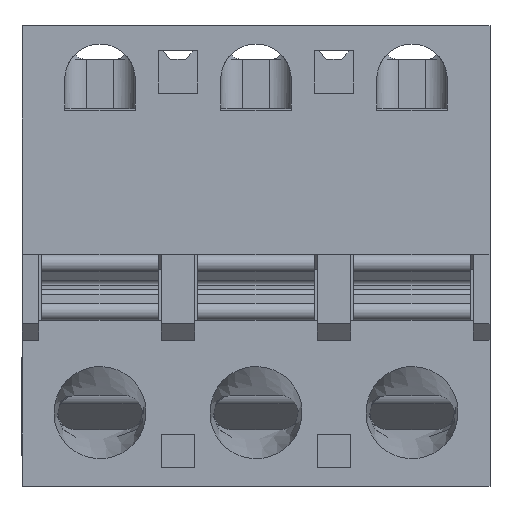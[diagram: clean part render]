
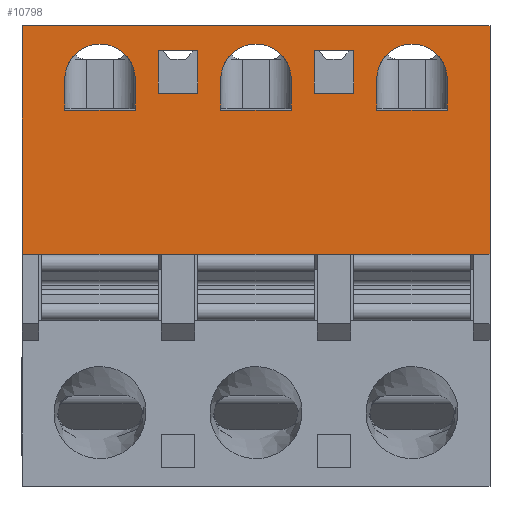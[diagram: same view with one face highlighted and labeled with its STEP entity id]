
A CAD part, front view. The second image highlights one B-rep face of the part: STEP entity #10798.
In plain terms, the highlighted planar face has unit normal (0, -1, 0).
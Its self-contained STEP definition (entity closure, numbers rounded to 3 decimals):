
#233=CIRCLE('',#11382,1.15);
#241=CIRCLE('',#11424,1.15);
#249=CIRCLE('',#11466,1.15);
#1002=ORIENTED_EDGE('',*,*,#4085,.F.);
#1003=ORIENTED_EDGE('',*,*,#4086,.F.);
#1004=ORIENTED_EDGE('',*,*,#4087,.F.);
#1005=ORIENTED_EDGE('',*,*,#4088,.F.);
#1006=ORIENTED_EDGE('',*,*,#4089,.F.);
#1007=ORIENTED_EDGE('',*,*,#4090,.F.);
#1008=ORIENTED_EDGE('',*,*,#4091,.F.);
#1009=ORIENTED_EDGE('',*,*,#4092,.F.);
#1010=ORIENTED_EDGE('',*,*,#3844,.F.);
#1011=ORIENTED_EDGE('',*,*,#4093,.F.);
#1012=ORIENTED_EDGE('',*,*,#3854,.F.);
#1013=ORIENTED_EDGE('',*,*,#3863,.F.);
#1014=ORIENTED_EDGE('',*,*,#3935,.F.);
#1015=ORIENTED_EDGE('',*,*,#4094,.F.);
#1016=ORIENTED_EDGE('',*,*,#3945,.F.);
#1017=ORIENTED_EDGE('',*,*,#3954,.F.);
#1018=ORIENTED_EDGE('',*,*,#4023,.F.);
#1019=ORIENTED_EDGE('',*,*,#4095,.F.);
#1020=ORIENTED_EDGE('',*,*,#4033,.F.);
#1021=ORIENTED_EDGE('',*,*,#4042,.F.);
#1022=ORIENTED_EDGE('',*,*,#3830,.T.);
#1023=ORIENTED_EDGE('',*,*,#3820,.T.);
#1024=ORIENTED_EDGE('',*,*,#4017,.T.);
#1025=ORIENTED_EDGE('',*,*,#4096,.F.);
#1026=ORIENTED_EDGE('',*,*,#4097,.F.);
#1027=ORIENTED_EDGE('',*,*,#4078,.F.);
#1028=ORIENTED_EDGE('',*,*,#4098,.F.);
#1029=ORIENTED_EDGE('',*,*,#3989,.F.);
#1030=ORIENTED_EDGE('',*,*,#4099,.F.);
#1031=ORIENTED_EDGE('',*,*,#3915,.F.);
#3820=EDGE_CURVE('',#5421,#5427,#6471,.T.);
#3830=EDGE_CURVE('',#5434,#5421,#6475,.T.);
#3844=EDGE_CURVE('',#5442,#5443,#6489,.T.);
#3854=EDGE_CURVE('',#5452,#5453,#6499,.T.);
#3863=EDGE_CURVE('',#5443,#5452,#233,.T.);
#3915=EDGE_CURVE('',#5434,#5486,#6550,.T.);
#3935=EDGE_CURVE('',#5499,#5500,#6560,.T.);
#3945=EDGE_CURVE('',#5509,#5510,#6570,.T.);
#3954=EDGE_CURVE('',#5500,#5509,#241,.T.);
#3989=EDGE_CURVE('',#5533,#5534,#6604,.T.);
#4017=EDGE_CURVE('',#5427,#5549,#6622,.T.);
#4023=EDGE_CURVE('',#5555,#5556,#6628,.T.);
#4033=EDGE_CURVE('',#5565,#5566,#6638,.T.);
#4042=EDGE_CURVE('',#5556,#5565,#249,.T.);
#4078=EDGE_CURVE('',#5589,#5590,#6673,.T.);
#4085=EDGE_CURVE('',#5593,#5594,#6680,.T.);
#4086=EDGE_CURVE('',#5595,#5593,#6681,.T.);
#4087=EDGE_CURVE('',#5596,#5595,#6682,.T.);
#4088=EDGE_CURVE('',#5594,#5596,#6683,.T.);
#4089=EDGE_CURVE('',#5597,#5598,#6684,.T.);
#4090=EDGE_CURVE('',#5599,#5597,#6685,.T.);
#4091=EDGE_CURVE('',#5600,#5599,#6686,.T.);
#4092=EDGE_CURVE('',#5598,#5600,#6687,.T.);
#4093=EDGE_CURVE('',#5453,#5442,#6688,.T.);
#4094=EDGE_CURVE('',#5510,#5499,#6689,.T.);
#4095=EDGE_CURVE('',#5566,#5555,#6690,.T.);
#4096=EDGE_CURVE('',#5601,#5549,#6691,.T.);
#4097=EDGE_CURVE('',#5590,#5601,#6692,.T.);
#4098=EDGE_CURVE('',#5534,#5589,#6693,.T.);
#4099=EDGE_CURVE('',#5486,#5533,#6694,.T.);
#5421=VERTEX_POINT('',#15487);
#5427=VERTEX_POINT('',#15498);
#5434=VERTEX_POINT('',#15519);
#5442=VERTEX_POINT('',#15541);
#5443=VERTEX_POINT('',#15543);
#5452=VERTEX_POINT('',#15562);
#5453=VERTEX_POINT('',#15564);
#5486=VERTEX_POINT('',#15681);
#5499=VERTEX_POINT('',#15719);
#5500=VERTEX_POINT('',#15721);
#5509=VERTEX_POINT('',#15740);
#5510=VERTEX_POINT('',#15742);
#5533=VERTEX_POINT('',#15830);
#5534=VERTEX_POINT('',#15832);
#5549=VERTEX_POINT('',#15880);
#5555=VERTEX_POINT('',#15893);
#5556=VERTEX_POINT('',#15895);
#5565=VERTEX_POINT('',#15914);
#5566=VERTEX_POINT('',#15916);
#5589=VERTEX_POINT('',#16006);
#5590=VERTEX_POINT('',#16008);
#5593=VERTEX_POINT('',#16022);
#5594=VERTEX_POINT('',#16023);
#5595=VERTEX_POINT('',#16025);
#5596=VERTEX_POINT('',#16027);
#5597=VERTEX_POINT('',#16030);
#5598=VERTEX_POINT('',#16031);
#5599=VERTEX_POINT('',#16033);
#5600=VERTEX_POINT('',#16035);
#5601=VERTEX_POINT('',#16041);
#6471=LINE('',#15499,#7842);
#6475=LINE('',#15518,#7846);
#6489=LINE('',#15542,#7860);
#6499=LINE('',#15563,#7870);
#6550=LINE('',#15682,#7921);
#6560=LINE('',#15720,#7931);
#6570=LINE('',#15741,#7941);
#6604=LINE('',#15831,#7975);
#6622=LINE('',#15881,#7993);
#6628=LINE('',#15894,#7999);
#6638=LINE('',#15915,#8009);
#6673=LINE('',#16007,#8044);
#6680=LINE('',#16021,#8051);
#6681=LINE('',#16024,#8052);
#6682=LINE('',#16026,#8053);
#6683=LINE('',#16028,#8054);
#6684=LINE('',#16029,#8055);
#6685=LINE('',#16032,#8056);
#6686=LINE('',#16034,#8057);
#6687=LINE('',#16036,#8058);
#6688=LINE('',#16037,#8059);
#6689=LINE('',#16038,#8060);
#6690=LINE('',#16039,#8061);
#6691=LINE('',#16040,#8062);
#6692=LINE('',#16042,#8063);
#6693=LINE('',#16043,#8064);
#6694=LINE('',#16044,#8065);
#7842=VECTOR('',#12365,1000.);
#7846=VECTOR('',#12387,1000.);
#7860=VECTOR('',#12403,1000.);
#7870=VECTOR('',#12415,1000.);
#7921=VECTOR('',#12518,1000.);
#7931=VECTOR('',#12558,1000.);
#7941=VECTOR('',#12570,1000.);
#7975=VECTOR('',#12652,1000.);
#7993=VECTOR('',#12702,1000.);
#7999=VECTOR('',#12710,1000.);
#8009=VECTOR('',#12722,1000.);
#8044=VECTOR('',#12807,1000.);
#8051=VECTOR('',#12822,1000.);
#8052=VECTOR('',#12823,1000.);
#8053=VECTOR('',#12824,1000.);
#8054=VECTOR('',#12825,1000.);
#8055=VECTOR('',#12826,1000.);
#8056=VECTOR('',#12827,1000.);
#8057=VECTOR('',#12828,1000.);
#8058=VECTOR('',#12829,1000.);
#8059=VECTOR('',#12830,1000.);
#8060=VECTOR('',#12831,1000.);
#8061=VECTOR('',#12832,1000.);
#8062=VECTOR('',#12833,1000.);
#8063=VECTOR('',#12834,1000.);
#8064=VECTOR('',#12835,1000.);
#8065=VECTOR('',#12836,1000.);
#9129=EDGE_LOOP('',(#1002,#1003,#1004,#1005));
#9130=EDGE_LOOP('',(#1006,#1007,#1008,#1009));
#9131=EDGE_LOOP('',(#1010,#1011,#1012,#1013));
#9132=EDGE_LOOP('',(#1014,#1015,#1016,#1017));
#9133=EDGE_LOOP('',(#1018,#1019,#1020,#1021));
#9134=EDGE_LOOP('',(#1022,#1023,#1024,#1025,#1026,#1027,#1028,#1029,#1030,
#1031));
#9740=FACE_BOUND('',#9129,.T.);
#9741=FACE_BOUND('',#9130,.T.);
#9742=FACE_BOUND('',#9131,.T.);
#9743=FACE_BOUND('',#9132,.T.);
#9744=FACE_BOUND('',#9133,.T.);
#9745=FACE_BOUND('',#9134,.T.);
#10325=PLANE('',#11484);
#10798=ADVANCED_FACE('',(#9740,#9741,#9742,#9743,#9744,#9745),#10325,.F.);
#11382=AXIS2_PLACEMENT_3D('',#15578,#12438,#12439);
#11424=AXIS2_PLACEMENT_3D('',#15756,#12593,#12594);
#11466=AXIS2_PLACEMENT_3D('',#15930,#12745,#12746);
#11484=AXIS2_PLACEMENT_3D('',#16020,#12820,#12821);
#12365=DIRECTION('',(-1.,0.,0.));
#12387=DIRECTION('',(0.,0.,1.));
#12403=DIRECTION('',(0.,0.,1.));
#12415=DIRECTION('',(0.,0.,-1.));
#12438=DIRECTION('',(0.,-1.,0.));
#12439=DIRECTION('',(1.,0.,0.));
#12518=DIRECTION('',(-1.,0.,0.));
#12558=DIRECTION('',(0.,0.,1.));
#12570=DIRECTION('',(0.,0.,-1.));
#12593=DIRECTION('',(0.,-1.,0.));
#12594=DIRECTION('',(1.,0.,0.));
#12652=DIRECTION('',(-1.,0.,0.));
#12702=DIRECTION('',(0.,0.,-1.));
#12710=DIRECTION('',(0.,0.,1.));
#12722=DIRECTION('',(0.,0.,-1.));
#12745=DIRECTION('',(0.,-1.,0.));
#12746=DIRECTION('',(1.,0.,0.));
#12807=DIRECTION('',(-1.,0.,0.));
#12820=DIRECTION('',(0.,1.,0.));
#12821=DIRECTION('',(0.,0.,1.));
#12822=DIRECTION('',(0.,0.,-1.));
#12823=DIRECTION('',(-1.,0.,0.));
#12824=DIRECTION('',(0.,0.,1.));
#12825=DIRECTION('',(1.,0.,0.));
#12826=DIRECTION('',(0.,0.,-1.));
#12827=DIRECTION('',(-1.,0.,0.));
#12828=DIRECTION('',(0.,0.,1.));
#12829=DIRECTION('',(1.,0.,0.));
#12830=DIRECTION('',(1.,0.,0.));
#12831=DIRECTION('',(1.,0.,0.));
#12832=DIRECTION('',(1.,0.,0.));
#12833=DIRECTION('',(-1.,0.,0.));
#12834=DIRECTION('',(-1.,0.,0.));
#12835=DIRECTION('',(-1.,0.,0.));
#12836=DIRECTION('',(-1.,0.,0.));
#15487=CARTESIAN_POINT('',(7.62,-7.1,7.5));
#15498=CARTESIAN_POINT('',(-7.62,-7.1,7.5));
#15499=CARTESIAN_POINT('',(19.574,-7.1,7.5));
#15518=CARTESIAN_POINT('',(7.62,-7.1,7.5));
#15519=CARTESIAN_POINT('',(7.62,-7.1,0.05));
#15541=CARTESIAN_POINT('',(6.23,-7.1,4.75));
#15542=CARTESIAN_POINT('',(6.23,-7.1,4.75));
#15543=CARTESIAN_POINT('',(6.23,-7.1,5.75));
#15562=CARTESIAN_POINT('',(3.93,-7.1,5.75));
#15563=CARTESIAN_POINT('',(3.93,-7.1,4.75));
#15564=CARTESIAN_POINT('',(3.93,-7.1,4.75));
#15578=CARTESIAN_POINT('',(5.08,-7.1,5.75));
#15681=CARTESIAN_POINT('',(7.08,-7.1,0.05));
#15682=CARTESIAN_POINT('',(19.574,-7.1,0.05));
#15719=CARTESIAN_POINT('',(1.15,-7.1,4.75));
#15720=CARTESIAN_POINT('',(1.15,-7.1,4.75));
#15721=CARTESIAN_POINT('',(1.15,-7.1,5.75));
#15740=CARTESIAN_POINT('',(-1.15,-7.1,5.75));
#15741=CARTESIAN_POINT('',(-1.15,-7.1,4.75));
#15742=CARTESIAN_POINT('',(-1.15,-7.1,4.75));
#15756=CARTESIAN_POINT('',(0.,-7.1,5.75));
#15830=CARTESIAN_POINT('',(3.08,-7.1,0.05));
#15831=CARTESIAN_POINT('',(19.574,-7.1,0.05));
#15832=CARTESIAN_POINT('',(2.,-7.1,0.05));
#15880=CARTESIAN_POINT('',(-7.62,-7.1,0.05));
#15881=CARTESIAN_POINT('',(-7.62,-7.1,7.5));
#15893=CARTESIAN_POINT('',(-3.93,-7.1,4.75));
#15894=CARTESIAN_POINT('',(-3.93,-7.1,4.75));
#15895=CARTESIAN_POINT('',(-3.93,-7.1,5.75));
#15914=CARTESIAN_POINT('',(-6.23,-7.1,5.75));
#15915=CARTESIAN_POINT('',(-6.23,-7.1,4.75));
#15916=CARTESIAN_POINT('',(-6.23,-7.1,4.75));
#15930=CARTESIAN_POINT('',(-5.08,-7.1,5.75));
#16006=CARTESIAN_POINT('',(-2.,-7.1,0.05));
#16007=CARTESIAN_POINT('',(19.574,-7.1,0.05));
#16008=CARTESIAN_POINT('',(-3.08,-7.1,0.05));
#16020=CARTESIAN_POINT('',(19.574,-7.1,7.5));
#16021=CARTESIAN_POINT('',(1.89,-7.1,6.7));
#16022=CARTESIAN_POINT('',(1.89,-7.1,6.7));
#16023=CARTESIAN_POINT('',(1.89,-7.1,5.3));
#16024=CARTESIAN_POINT('',(3.19,-7.1,6.7));
#16025=CARTESIAN_POINT('',(3.19,-7.1,6.7));
#16026=CARTESIAN_POINT('',(3.19,-7.1,5.3));
#16027=CARTESIAN_POINT('',(3.19,-7.1,5.3));
#16028=CARTESIAN_POINT('',(1.89,-7.1,5.3));
#16029=CARTESIAN_POINT('',(-3.19,-7.1,6.7));
#16030=CARTESIAN_POINT('',(-3.19,-7.1,6.7));
#16031=CARTESIAN_POINT('',(-3.19,-7.1,5.3));
#16032=CARTESIAN_POINT('',(-1.89,-7.1,6.7));
#16033=CARTESIAN_POINT('',(-1.89,-7.1,6.7));
#16034=CARTESIAN_POINT('',(-1.89,-7.1,5.3));
#16035=CARTESIAN_POINT('',(-1.89,-7.1,5.3));
#16036=CARTESIAN_POINT('',(-3.19,-7.1,5.3));
#16037=CARTESIAN_POINT('',(6.23,-7.1,4.75));
#16038=CARTESIAN_POINT('',(1.15,-7.1,4.75));
#16039=CARTESIAN_POINT('',(-3.93,-7.1,4.75));
#16040=CARTESIAN_POINT('',(19.574,-7.1,0.05));
#16041=CARTESIAN_POINT('',(-7.08,-7.1,0.05));
#16042=CARTESIAN_POINT('',(19.574,-7.1,0.05));
#16043=CARTESIAN_POINT('',(19.574,-7.1,0.05));
#16044=CARTESIAN_POINT('',(19.574,-7.1,0.05));
